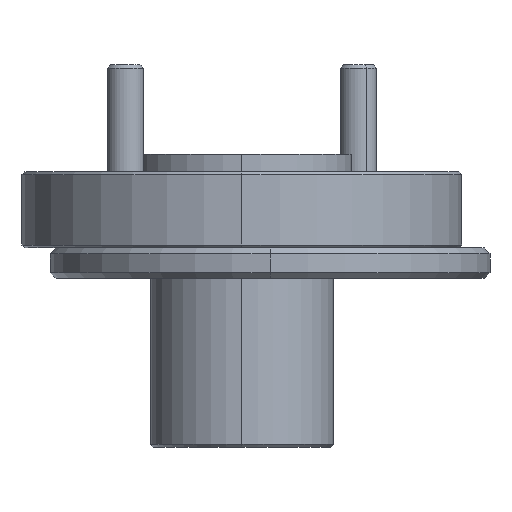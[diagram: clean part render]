
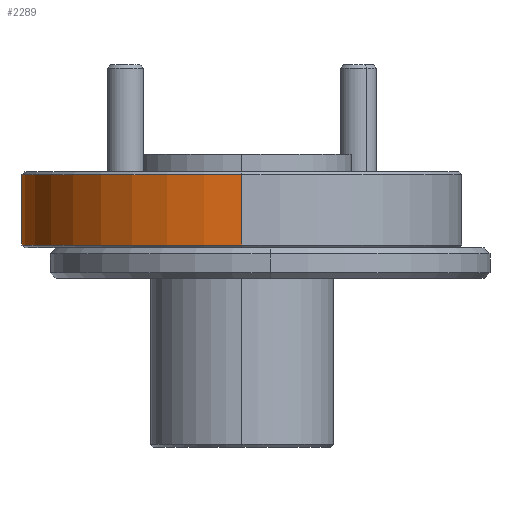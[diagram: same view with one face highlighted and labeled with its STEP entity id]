
A CAD part, left-side view. The second image highlights one B-rep face of the part: STEP entity #2289.
In plain terms, the highlighted cylindrical face has radius 9.525 mm (diameter 19.05 mm), a partial arc.
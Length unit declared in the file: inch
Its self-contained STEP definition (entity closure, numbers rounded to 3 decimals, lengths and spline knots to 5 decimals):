
#14 = CARTESIAN_POINT ( 'NONE',  ( -0.52208, 1.22239, -0.43209 ) ) ;
#29 = EDGE_CURVE ( 'NONE', #2639, #1498, #364, .T. ) ;
#68 = VERTEX_POINT ( 'NONE', #14 ) ;
#302 = EDGE_CURVE ( 'NONE', #2639, #455, #1273, .T. ) ;
#314 = DIRECTION ( 'NONE',  ( 0., 0., 1. ) ) ;
#364 = CIRCLE ( 'NONE', #572, 0.375 ) ;
#386 = CYLINDRICAL_SURFACE ( 'NONE', #2439, 0.375 ) ;
#387 = ORIENTED_EDGE ( 'NONE', *, *, #302, .F. ) ;
#424 = EDGE_CURVE ( 'NONE', #1498, #68, #1097, .T. ) ;
#433 = DIRECTION ( 'NONE',  ( 0., 0., -1. ) ) ;
#455 = VERTEX_POINT ( 'NONE', #3028 ) ;
#572 = AXIS2_PLACEMENT_3D ( 'NONE', #1648, #2092, #1391 ) ;
#786 = CARTESIAN_POINT ( 'NONE',  ( -0.89708, 1.22239, -0.43209 ) ) ;
#910 = CARTESIAN_POINT ( 'NONE',  ( -0.52208, 1.22239, -0.30709 ) ) ;
#992 = ORIENTED_EDGE ( 'NONE', *, *, #29, .T. ) ;
#1066 = DIRECTION ( 'NONE',  ( 1., 0., 0. ) ) ;
#1072 = DIRECTION ( 'NONE',  ( 0., 0., -1. ) ) ;
#1097 = LINE ( 'NONE', #910, #2665 ) ;
#1170 = EDGE_LOOP ( 'NONE', ( #992, #2255, #1517, #387 ) ) ;
#1273 = LINE ( 'NONE', #1314, #1493 ) ;
#1314 = CARTESIAN_POINT ( 'NONE',  ( -1.27208, 1.22239, -0.30709 ) ) ;
#1391 = DIRECTION ( 'NONE',  ( 1., 0., 0. ) ) ;
#1493 = VECTOR ( 'NONE', #1072, 39.37008 ) ;
#1498 = VERTEX_POINT ( 'NONE', #2161 ) ;
#1517 = ORIENTED_EDGE ( 'NONE', *, *, #1736, .T. ) ;
#1648 = CARTESIAN_POINT ( 'NONE',  ( -0.89708, 1.22239, -0.31209 ) ) ;
#1694 = CIRCLE ( 'NONE', #2508, 0.375 ) ;
#1736 = EDGE_CURVE ( 'NONE', #68, #455, #1694, .T. ) ;
#1770 = CARTESIAN_POINT ( 'NONE',  ( -0.89708, 1.22239, -0.30709 ) ) ;
#2028 = CARTESIAN_POINT ( 'NONE',  ( -1.27208, 1.22239, -0.31209 ) ) ;
#2092 = DIRECTION ( 'NONE',  ( 0., 0., -1. ) ) ;
#2161 = CARTESIAN_POINT ( 'NONE',  ( -0.52208, 1.22239, -0.31209 ) ) ;
#2255 = ORIENTED_EDGE ( 'NONE', *, *, #424, .T. ) ;
#2289 = ADVANCED_FACE ( 'NONE', ( #2651 ), #386, .T. ) ;
#2439 = AXIS2_PLACEMENT_3D ( 'NONE', #1770, #2970, #2733 ) ;
#2508 = AXIS2_PLACEMENT_3D ( 'NONE', #786, #314, #1066 ) ;
#2639 = VERTEX_POINT ( 'NONE', #2028 ) ;
#2651 = FACE_OUTER_BOUND ( 'NONE', #1170, .T. ) ;
#2665 = VECTOR ( 'NONE', #433, 39.37008 ) ;
#2733 = DIRECTION ( 'NONE',  ( -1., 0., 0. ) ) ;
#2970 = DIRECTION ( 'NONE',  ( 0., 0., -1. ) ) ;
#3028 = CARTESIAN_POINT ( 'NONE',  ( -1.27208, 1.22239, -0.43209 ) ) ;
